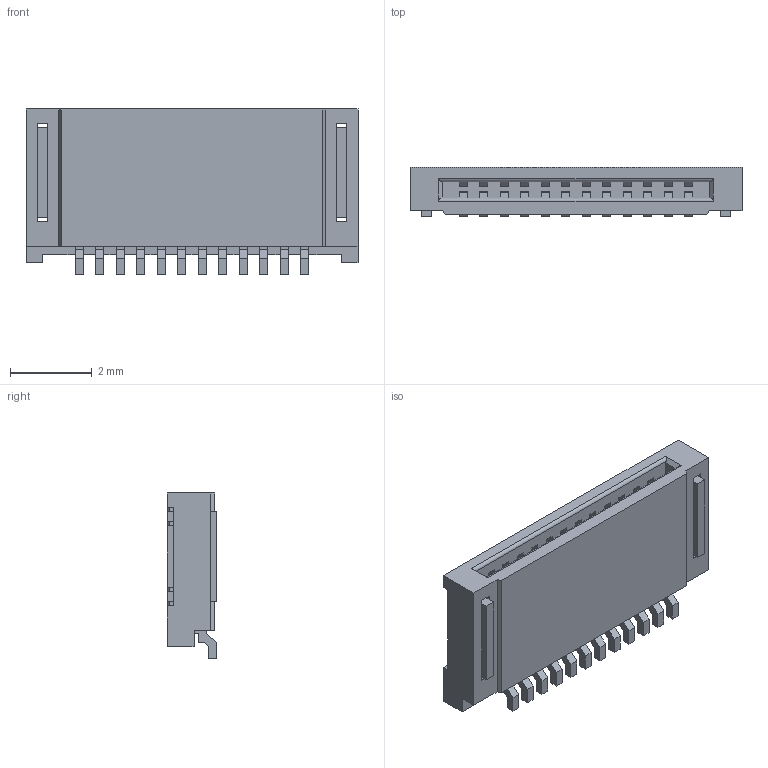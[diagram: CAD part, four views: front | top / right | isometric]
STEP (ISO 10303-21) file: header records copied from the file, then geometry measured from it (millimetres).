
FILE_DESCRIPTION((''),'2;1');
FILE_NAME('512811294','2016-07-05T',('gsharma'),(''),'PRO/ENGINEER BY PARAMETRIC TECHNOLOGY CORPORATION, 2012310','PRO/ENGINEER BY PARAMETRIC TECHNOLOGY CORPORATION, 2012310','');
FILE_SCHEMA(('CONFIG_CONTROL_DESIGN'));
Length unit declared in the file: millimetre
Products named in the file (1): 512811294
Bounding box: 8.1 x 1.2 x 4.05 mm (x, y, z)
Volume: 25.2 mm3; surface area: 160.3 mm2
Topology: 1 solids, 1 shells, 563 faces, 1658 edges, 1092 vertices
Faces by surface type: plane 509, cylinder 54
Entity records: 18317 total; most frequent: CARTESIAN_POINT 3278, ORIENTED_EDGE 3204, DIRECTION 2886, EDGE_CURVE 1602, VECTOR 1550, LINE 1550, VERTEX_POINT 1036, AXIS2_PLACEMENT_3D 668
